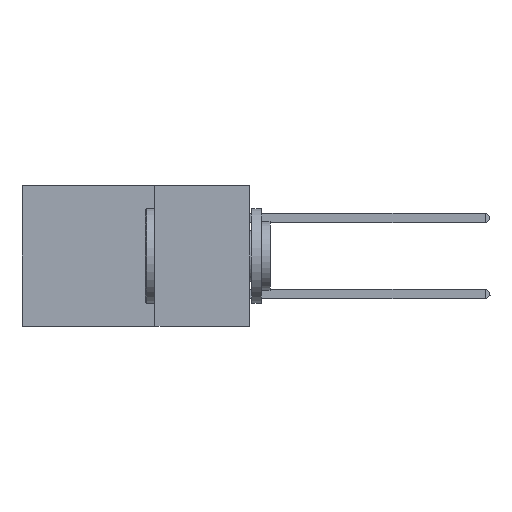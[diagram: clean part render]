
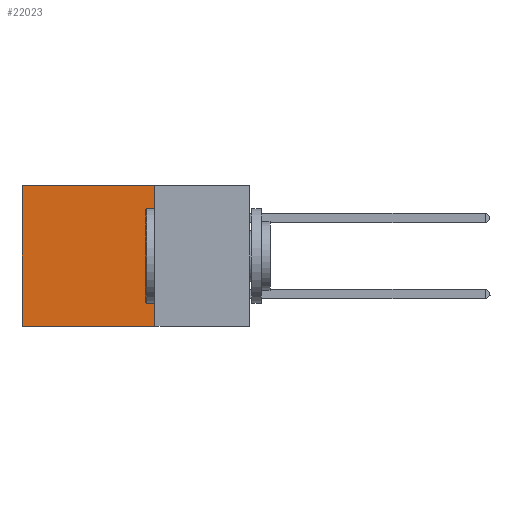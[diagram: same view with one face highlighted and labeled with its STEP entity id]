
A CAD part, left-side view. The second image highlights one B-rep face of the part: STEP entity #22023.
In plain terms, the highlighted planar face has unit normal (-1, 0, 0).
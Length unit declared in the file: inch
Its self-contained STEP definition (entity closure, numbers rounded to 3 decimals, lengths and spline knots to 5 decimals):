
#247 = VECTOR ( 'NONE', #28411, 39.37008 ) ;
#505 = ORIENTED_EDGE ( 'NONE', *, *, #26179, .T. ) ;
#701 = CARTESIAN_POINT ( 'NONE',  ( 0.2875, 0.6, 0. ) ) ;
#3270 = ORIENTED_EDGE ( 'NONE', *, *, #28691, .F. ) ;
#3399 = VERTEX_POINT ( 'NONE', #20622 ) ;
#3671 = CARTESIAN_POINT ( 'NONE',  ( 0.2875, 0.25, 0. ) ) ;
#5702 = VECTOR ( 'NONE', #26794, 39.37008 ) ;
#8506 = VECTOR ( 'NONE', #13965, 39.37008 ) ;
#8855 = CARTESIAN_POINT ( 'NONE',  ( 0.2875, 0.25, -0.37 ) ) ;
#9243 = CARTESIAN_POINT ( 'NONE',  ( 0.2875, 0.6, 0. ) ) ;
#11118 = VERTEX_POINT ( 'NONE', #25273 ) ;
#11390 = DIRECTION ( 'NONE',  ( 0., 1., 0. ) ) ;
#11895 = EDGE_LOOP ( 'NONE', ( #24573, #3270, #12485, #505 ) ) ;
#12464 = AXIS2_PLACEMENT_3D ( 'NONE', #14204, #25746, #28243 ) ;
#12485 = ORIENTED_EDGE ( 'NONE', *, *, #16366, .F. ) ;
#13965 = DIRECTION ( 'NONE',  ( 0., 0., -1. ) ) ;
#14204 = CARTESIAN_POINT ( 'NONE',  ( 0.2875, 0.25, 0. ) ) ;
#16184 = EDGE_CURVE ( 'NONE', #27598, #11118, #25796, .T. ) ;
#16366 = EDGE_CURVE ( 'NONE', #3399, #21701, #25042, .T. ) ;
#16420 = VECTOR ( 'NONE', #11390, 39.37008 ) ;
#19661 = CARTESIAN_POINT ( 'NONE',  ( 0.2875, 0.25, -0.37 ) ) ;
#20101 = LINE ( 'NONE', #3671, #5702 ) ;
#20622 = CARTESIAN_POINT ( 'NONE',  ( 0.2875, 0.25, 0. ) ) ;
#21701 = VERTEX_POINT ( 'NONE', #19661 ) ;
#22023 = ADVANCED_FACE ( 'NONE', ( #26335 ), #26038, .F. ) ;
#23705 = CARTESIAN_POINT ( 'NONE',  ( 0.2875, 0.25, 0. ) ) ;
#24573 = ORIENTED_EDGE ( 'NONE', *, *, #16184, .T. ) ;
#25007 = LINE ( 'NONE', #8855, #16420 ) ;
#25042 = LINE ( 'NONE', #23705, #247 ) ;
#25273 = CARTESIAN_POINT ( 'NONE',  ( 0.2875, 0.6, -0.37 ) ) ;
#25746 = DIRECTION ( 'NONE',  ( 1., 0., 0. ) ) ;
#25796 = LINE ( 'NONE', #9243, #8506 ) ;
#26038 = PLANE ( 'NONE',  #12464 ) ;
#26179 = EDGE_CURVE ( 'NONE', #3399, #27598, #20101, .T. ) ;
#26335 = FACE_OUTER_BOUND ( 'NONE', #11895, .T. ) ;
#26794 = DIRECTION ( 'NONE',  ( 0., 1., 0. ) ) ;
#27598 = VERTEX_POINT ( 'NONE', #701 ) ;
#28243 = DIRECTION ( 'NONE',  ( 0., 0., -1. ) ) ;
#28411 = DIRECTION ( 'NONE',  ( 0., 0., -1. ) ) ;
#28691 = EDGE_CURVE ( 'NONE', #21701, #11118, #25007, .T. ) ;
